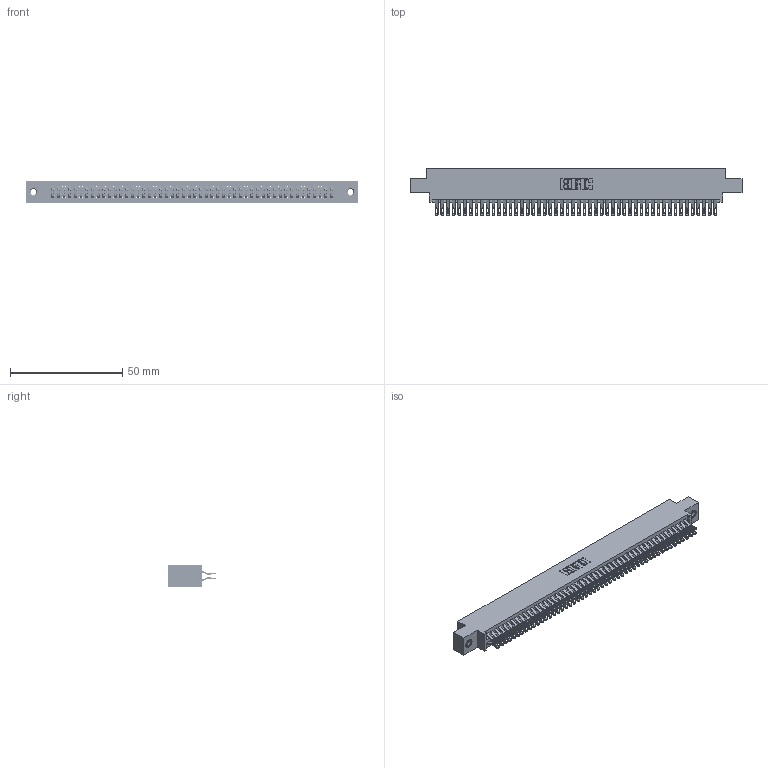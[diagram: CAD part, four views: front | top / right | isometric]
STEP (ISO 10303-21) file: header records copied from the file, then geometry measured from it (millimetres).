
FILE_DESCRIPTION (( 'STEP AP203' ), '1' );
FILE_NAME ('345-100-555-807.STEP', '2019-11-02T16:53:28', ( '' ), ( '' ), 'SwSTEP 2.0', 'SolidWorks 2016', '' );
FILE_SCHEMA (( 'CONFIG_CONTROL_DESIGN' ));
Length unit declared in the file: inch
Products named in the file (4): 345 Part_0.170 Offset - 0.156 Dia-TI; 345-250-001_345-250-005-103; 345-292-001_555 Tail; 345-100-555-807
Assembly tree (103 placements, depth 2):
  345-100-555-807
    345 Part_0.170 Offset - 0.156 Dia-TI
    345-292-001_555 Tail  x100
    345-250-001_345-250-005-103  x2
Bounding box: 148.21 x 21.13 x 9.4 mm (x, y, z)
Volume: 14634.6 mm3; surface area: 22967.5 mm2
Topology: 103 solids, 103 shells, 5790 faces, 18189 edges, 12118 vertices
Faces by surface type: plane 3216, cylinder 2558, cone 12, torus 4
Entity records: 39798 total; most frequent: CARTESIAN_POINT 6681, ORIENTED_EDGE 6578, DIRECTION 5875, EDGE_CURVE 3289, VECTOR 2917, LINE 2917, VERTEX_POINT 2188, AXIS2_PLACEMENT_3D 1479
